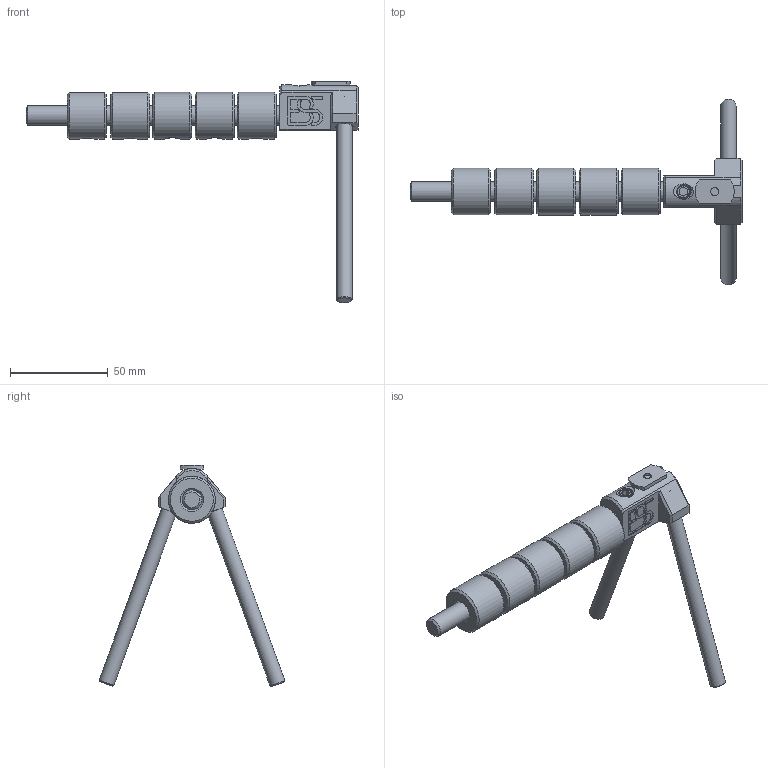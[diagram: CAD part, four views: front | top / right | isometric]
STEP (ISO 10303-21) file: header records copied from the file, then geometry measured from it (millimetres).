
FILE_DESCRIPTION(('STEP AP242'), '1');
FILE_NAME('栖闉罻', '', ('UNSPECIFIED'), ('UNSPECIFIED'), 'C3D Converter', 'C3D Toolkit', '');
FILE_SCHEMA(('AP242_MANAGED_MODEL_BASED_3D_ENGINEERING_MIM_LF { 1 0 10303 442 1 1 4 }'));
Length unit declared in the file: millimetre
Assembly tree (17 placements, depth 2):
  (unnamed)
    (unnamed)
    (unnamed)
    (unnamed)
    (unnamed)  x2
    (unnamed)  x5
    (unnamed)  x5
    (unnamed)
    (unnamed)
Bounding box: 170 x 95.09 x 113.28 mm (x, y, z)
Volume: 71183.8 mm3; surface area: 34764.2 mm2
Topology: 17 solids, 17 shells, 642 faces, 1587 edges, 963 vertices
Faces by surface type: cylinder 314, plane 171, cone 57, torus 38, sphere 36, bspline 26
Full cylindrical faces by diameter (mm): 4.134 x1, 5 x2, 6 x2, 6.2 x2, 6.647 x5, 8 x4, 8.5 x1, 10 x8, 24 x5
Entity records: 38697 total; most frequent: CARTESIAN_POINT 28293, ORIENTED_EDGE 1846, DIRECTION 1780, EDGE_CURVE 923, AXIS2_PLACEMENT_3D 683, VERTEX_POINT 606, EDGE_LOOP 447, LINE 414
